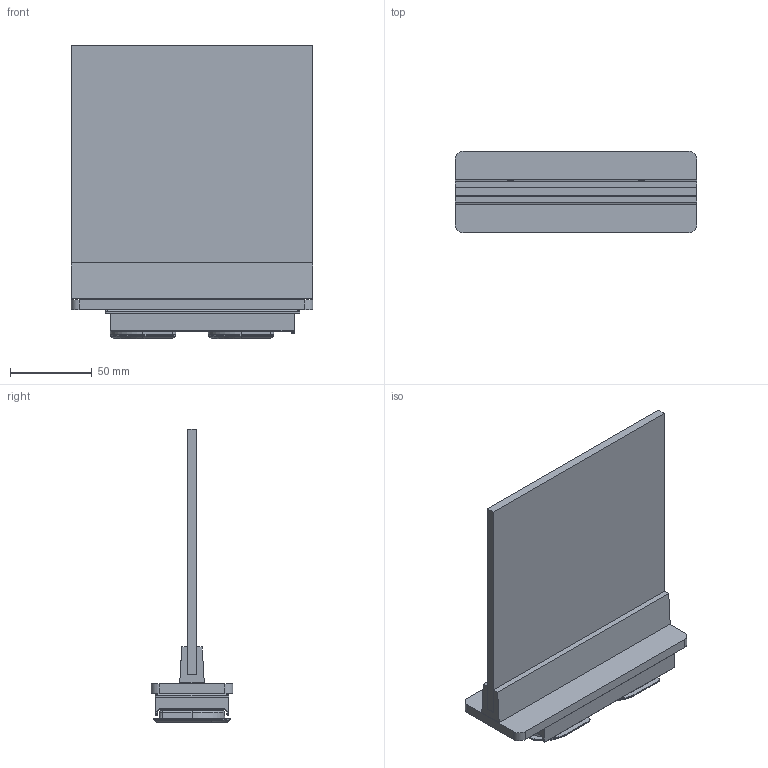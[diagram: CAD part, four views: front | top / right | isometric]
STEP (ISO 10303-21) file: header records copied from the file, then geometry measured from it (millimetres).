
FILE_DESCRIPTION(('CATIA V5 STEP Exchange','CAx-IF Rec.Pracs.--- Model Styling and Organization---1.4--- 2014-01-23'),'2;1');
FILE_NAME('Panneau signaletique.stp','2019-02-11T09:04:53+00:00',('none'),('none'),'CATIA Version 5-6 Release 2017 SP3','CATIA V5 STEP AP214','none');
FILE_SCHEMA(('AUTOMOTIVE_DESIGN { 1 0 10303 214 1 1 1 1 }'));
Products named in the file (1): Panneau signaletique
Bounding box: 148 x 50 x 179.6 mm (x, y, z)
Volume: 226456 mm3; surface area: 113712.9 mm2
Topology: 6 solids, 6 shells, 1681 faces, 4121 edges, 2466 vertices
Faces by surface type: bspline 487, plane 420, cylinder 351, torus 236, cone 179, sphere 8
Entity records: 62363 total; most frequent: CARTESIAN_POINT 28645, ORIENTED_EDGE 8214, DIRECTION 4552, EDGE_CURVE 4107, VERTEX_POINT 2466, AXIS2_PLACEMENT_3D 1977, EDGE_LOOP 1751, ADVANCED_FACE 1681
